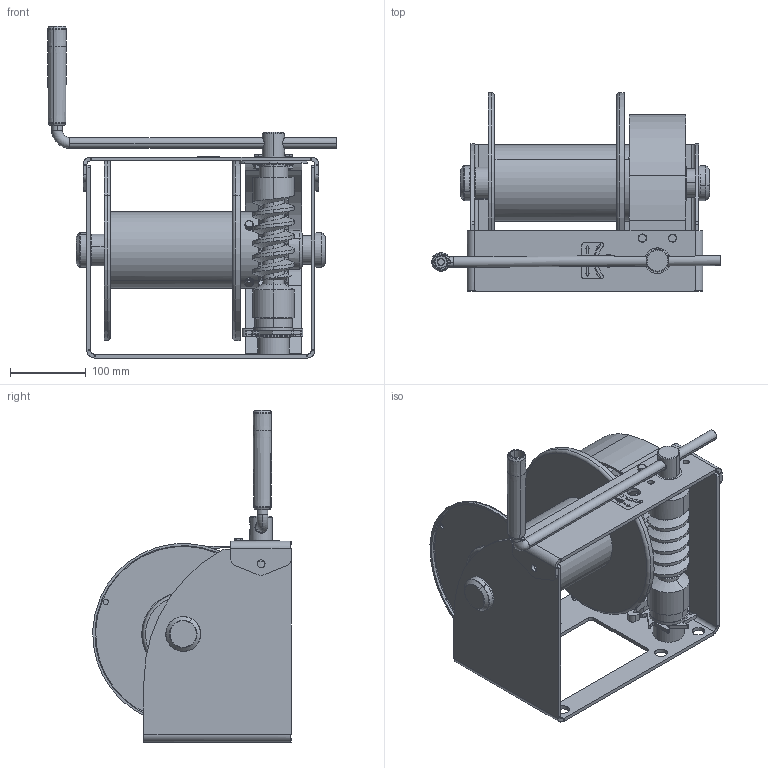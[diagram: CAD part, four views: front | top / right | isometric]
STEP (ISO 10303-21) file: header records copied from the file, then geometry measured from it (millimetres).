
FILE_DESCRIPTION (( 'STEP AP203' ), '1' );
FILE_NAME ('SL9200_WW1000.STEP', '2015-09-16T09:34:44', ( '.' ), ( '.' ), 'SwSTEP 2.0', 'SolidWorks 2015', '' );
FILE_SCHEMA (( 'CONFIG_CONTROL_DESIGN' ));
Length unit declared in the file: millimetre
Products named in the file (37): SL1202_palwiel_250; SL0513_lagerring NL-AWX25; SL3134 sam slinger; SL1136_starlock veer; SL0521_Sam trommelflens; SL1115_wormas_1000_met worm; SL1102_palas; SL9200_WW1000; SL1136_starlock kap kst; SL0037_trommelflens_R_1000; SL0816_wormwiel tbv ST_1000; SL1108_sam huis_1000; SL1136_sam_starlock_kst; SL1113_sam trommel_1000; SL0044_trommelbuis; SL1107_trommelas_1000; SL1201_kabelklem; SL3000 pal; hex screw gradeab_iso_ISO 4017 - M6 x 16-N; SL1125_naaldlager_AWX25; SL1098_Glijlager2520_2515; SL1133_vulring; Hex Screw GradeAB_ISO_ISO 4017 - M6 x 16-N; SL0506_remschijf_26; SL1320 Flenslager GFL-30; SL1150_beschermkap_1000; SL1114_sam wormwiel_1000; SL1103_lagerschijf_AS2542; SL1105_brug_1000; SL3133 slinger_RVS slinger; SL0801_folie draairichting; SL0515_lagerring GL2520_RVS; SL1101_Glijlager2515_2515; SL1104_achterplaat_1000; SL0339 grip; hex flange nut gradea_iso_Hexagon Flange Nut ISO - 4161 - M6 - N; SL0038_trommelflens_L
Assembly tree (43 placements, depth 4):
  SL9200_WW1000
    SL1105_brug_1000
    SL1108_sam huis_1000
      SL1104_achterplaat_1000
      SL0513_lagerring NL-AWX25
      SL1102_palas
    SL1107_trommelas_1000
    SL1125_naaldlager_AWX25
    SL0506_remschijf_26
    SL1103_lagerschijf_AS2542
    SL1101_Glijlager2515_2515
    SL1202_palwiel_250
    SL1115_wormas_1000_met worm
    SL1113_sam trommel_1000
      SL1114_sam wormwiel_1000
        SL0816_wormwiel tbv ST_1000
        SL0044_trommelbuis
        hex screw gradeab_iso_ISO 4017 - M6 x 16-N
        Hex Screw GradeAB_ISO_ISO 4017 - M6 x 16-N  x3
      SL0521_Sam trommelflens
        SL0515_lagerring GL2520_RVS
        SL0038_trommelflens_L
      SL0037_trommelflens_R_1000
    SL3000 pal
    SL1133_vulring
    SL1150_beschermkap_1000
    SL0801_folie draairichting
    hex flange nut gradea_iso_Hexagon Flange Nut ISO - 4161 - M6 - N  x2
    SL1136_sam_starlock_kst  x2
      SL1136_starlock veer
      SL1136_starlock kap kst
    Hex Screw GradeAB_ISO_ISO 4017 - M6 x 16-N  x3
    SL1201_kabelklem
    SL1098_Glijlager2520_2515
    SL1320 Flenslager GFL-30
    SL3134 sam slinger
      SL3133 slinger_RVS slinger
      SL0339 grip
Bounding box: 382.53 x 262.87 x 439.6 mm (x, y, z)
Volume: 2930127.2 mm3; surface area: 1012353.8 mm2
Topology: 38 solids, 38 shells, 1544 faces, 3876 edges, 2443 vertices
Faces by surface type: cylinder 516, plane 430, cone 333, torus 224, bspline 41
Entity records: 49056 total; most frequent: CARTESIAN_POINT 14037, ORIENTED_EDGE 6638, DIRECTION 6363, EDGE_CURVE 3319, AXIS2_PLACEMENT_3D 2650, VERTEX_POINT 2121, EDGE_LOOP 1442, CIRCLE 1335
